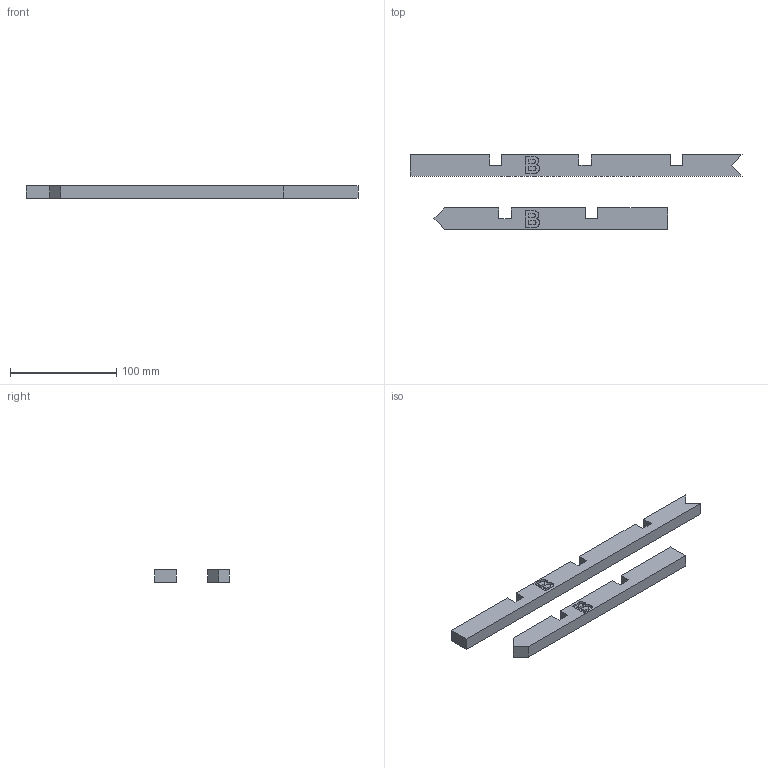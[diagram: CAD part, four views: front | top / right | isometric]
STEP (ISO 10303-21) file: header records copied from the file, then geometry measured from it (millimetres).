
FILE_DESCRIPTION(/* description */ (''),/* implementation_level */ '2;1');
FILE_NAME(/* name */ 'Magneto Cover raise R+L 1.step',/* time_stamp */ '2024-09-08T17:50:19+02:00',/* author */ (''),/* organization */ (''),/* preprocessor_version */ 'ST-DEVELOPER v20',/* originating_system */ 'Autodesk Translation Framework v13.14.0.145',/* authorisation */ '');
FILE_SCHEMA (('AUTOMOTIVE_DESIGN { 1 0 10303 214 3 1 1 }'));
Length unit declared in the file: millimetre
Products named in the file (1): Magneto Cover raise R+L 1
Bounding box: 312.5 x 70 x 12 mm (x, y, z)
Volume: 117915.9 mm3; surface area: 35022.4 mm2
Topology: 2 solids, 2 shells, 107 faces, 291 edges, 194 vertices
Faces by surface type: plane 59, bspline 48
Entity records: 3817 total; most frequent: CARTESIAN_POINT 1409, ORIENTED_EDGE 582, DIRECTION 315, EDGE_CURVE 291, LINE 195, VECTOR 195, VERTEX_POINT 194, EDGE_LOOP 113
